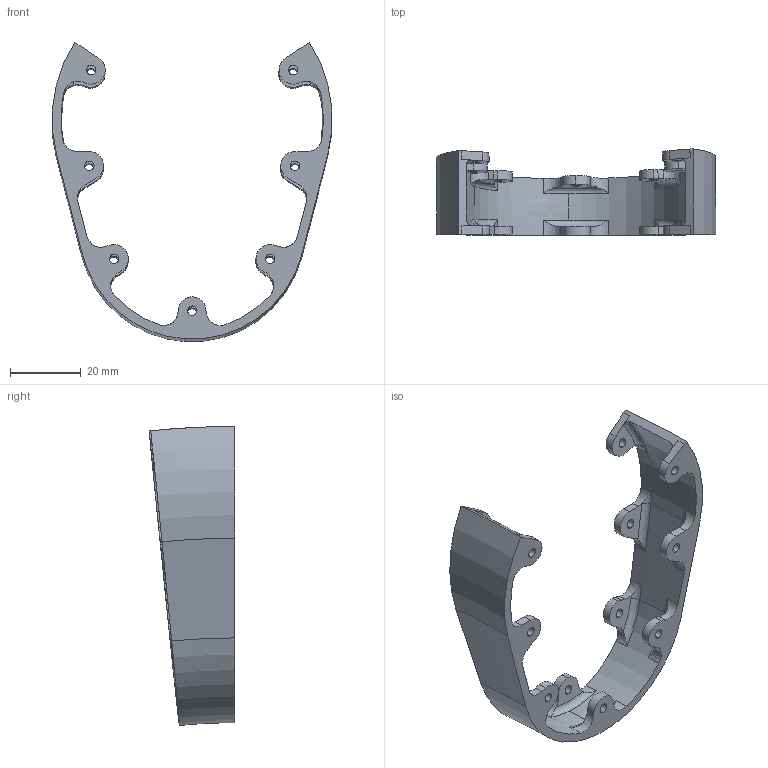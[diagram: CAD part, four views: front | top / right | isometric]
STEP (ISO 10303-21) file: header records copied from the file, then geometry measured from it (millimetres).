
FILE_DESCRIPTION (( 'STEP AP214' ), '1' );
FILE_NAME ('025_HandCover_Printed_ABSplus_NimbroOP_v0.1.STEP', '2012-10-07T10:55:58', ( 'schreiber' ), ( '' ), 'SwSTEP 2.0', 'SolidWorks 2012', '' );
FILE_SCHEMA (( 'AUTOMOTIVE_DESIGN' ));
Length unit declared in the file: millimetre
Products named in the file (1): 025_HandCover_Printed_ABSplus_NimbroOP_v0.1
Bounding box: 78.82 x 24.2 x 84.33 mm (x, y, z)
Volume: 12527 mm3; surface area: 11562.2 mm2
Topology: 1 solids, 1 shells, 155 faces, 447 edges, 294 vertices
Faces by surface type: plane 48, cylinder 47, bspline 46, torus 8, cone 6
Entity records: 6433 total; most frequent: CARTESIAN_POINT 2615, ORIENTED_EDGE 894, DIRECTION 669, EDGE_CURVE 447, VERTEX_POINT 294, AXIS2_PLACEMENT_3D 266, EDGE_LOOP 183, CIRCLE 156
